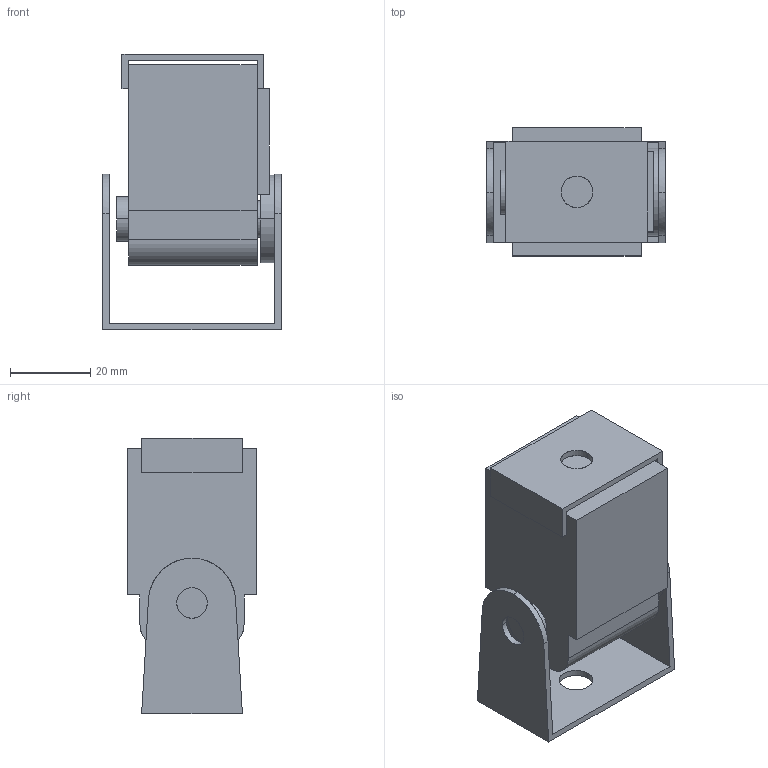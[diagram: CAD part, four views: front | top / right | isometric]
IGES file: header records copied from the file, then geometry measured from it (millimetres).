
Start section: SolidWorks IGES file using analytic representation for surfaces
Global section: file name: Single Axis upgrade.IGS; native system: SolidWorks 2016; preprocessor: SolidWorks 2016; author: algarcia; date: 160505.162625; units: inch
Bounding box: 44.45 x 32 x 68.83 mm (x, y, z)
Surface area: 17740.9 mm2 (no closed solid volume)
Topology: 0 solids, 0 shells, 165 faces, 1772 edges, 1772 vertices
Faces by surface type: bspline 148, revolution 17
